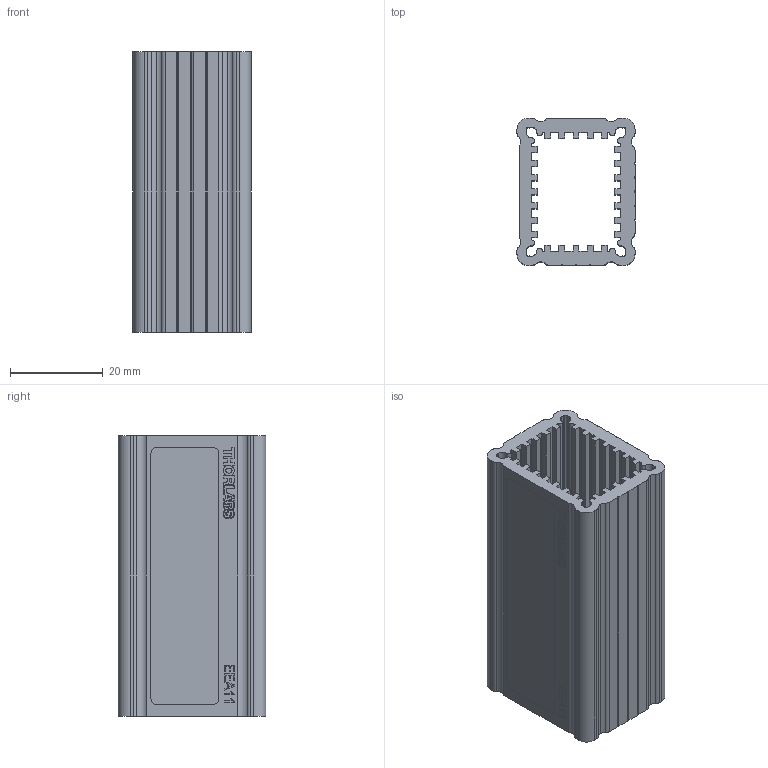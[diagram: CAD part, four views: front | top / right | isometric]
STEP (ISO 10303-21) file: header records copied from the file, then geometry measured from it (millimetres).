
FILE_DESCRIPTION(('FreeCAD Model'),'2;1');
FILE_NAME('TTN043841-E0W.step','2017-04-18T15:48:52' ,('kicad StepUp'),('ksu MCAD'),'Open CASCADE STEP processor 6.8', 'FreeCAD','Unknown');
FILE_SCHEMA(('AUTOMOTIVE_DESIGN_CC2 { 1 2 10303 214 -1 1 5 4 }'));
Length unit declared in the file: millimetre
Products named in the file (2): ASSEMBLY; TTN043841-E0W
Assembly tree (1 placements, depth 2):
  ASSEMBLY
    TTN043841-E0W
Bounding box: 25.4 x 31.75 x 60.45 mm (x, y, z)
Volume: 19264.9 mm3; surface area: 17816 mm2
Topology: 1 solids, 1 shells, 402 faces, 1142 edges, 764 vertices
Faces by surface type: plane 270, cylinder 68, bspline 64
Entity records: 16339 total; most frequent: CARTESIAN_POINT 3318, ORIENTED_EDGE 2284, DIRECTION 1834, EDGE_CURVE 1142, LINE 874, VECTOR 874, VERTEX_POINT 764, AXIS2_PLACEMENT_3D 480
